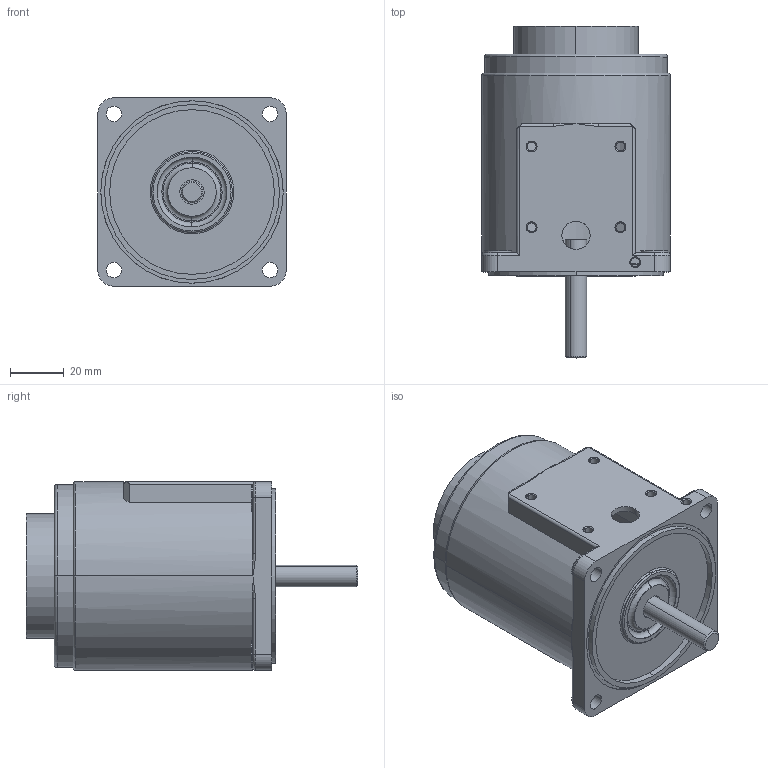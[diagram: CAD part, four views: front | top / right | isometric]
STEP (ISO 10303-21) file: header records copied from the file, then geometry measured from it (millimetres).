
FILE_DESCRIPTION (( 'STEP AP203' ), '1' );
FILE_NAME ('3IK15RA-C.STEP', '2022-08-25T03:01:12', ( '' ), ( 'Microsoft' ), 'SwSTEP 2.0', 'SolidWorks 2020', '' );
FILE_SCHEMA (( 'CONFIG_CONTROL_DESIGN' ));
Length unit declared in the file: millimetre
Products named in the file (1): 3IK15RA-C
Bounding box: 70 x 123.3 x 70 mm (x, y, z)
Surface area: 45958.7 mm2 (no closed solid volume)
Topology: 0 solids, 10 shells, 156 faces, 389 edges, 244 vertices
Faces by surface type: cylinder 80, plane 36, torus 18, cone 14, bspline 8
Entity records: 5287 total; most frequent: CARTESIAN_POINT 1428, DIRECTION 876, ORIENTED_EDGE 701, EDGE_CURVE 381, AXIS2_PLACEMENT_3D 376, VERTEX_POINT 244, CIRCLE 227, EDGE_LOOP 195
